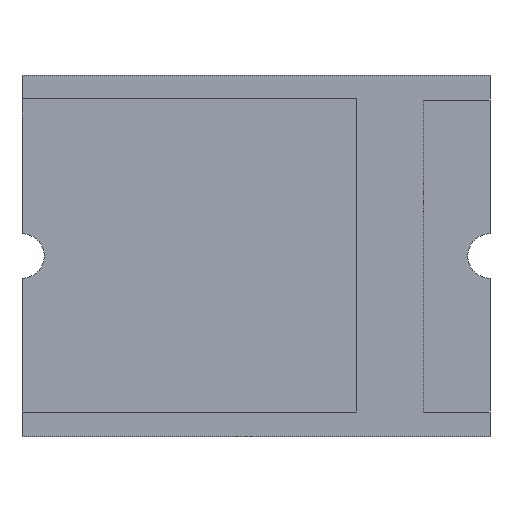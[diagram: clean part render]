
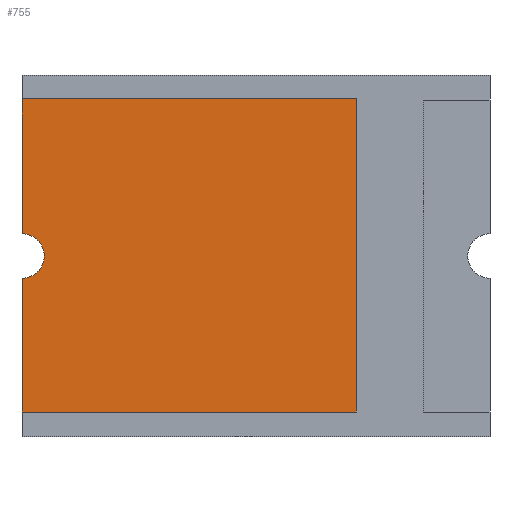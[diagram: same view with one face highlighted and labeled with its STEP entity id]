
A CAD part, front view. The second image highlights one B-rep face of the part: STEP entity #755.
In plain terms, the highlighted planar face has unit normal (0, -1, 0).
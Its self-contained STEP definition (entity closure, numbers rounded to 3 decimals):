
#216=CARTESIAN_POINT('',(-5.25,-0.1,0.));
#217=DIRECTION('',(0.,1.,0.));
#218=DIRECTION('',(0.,0.,1.));
#219=AXIS2_PLACEMENT_3D('',#216,#217,#218);
#246=DIRECTION('',(0.,0.,-1.));
#247=VECTOR('',#246,3.024);
#248=CARTESIAN_POINT('',(-5.25,-0.1,3.524));
#249=LINE('',#248,#247);
#250=DIRECTION('',(-1.,0.,0.));
#251=VECTOR('',#250,7.5);
#252=CARTESIAN_POINT('',(2.25,-0.1,3.524));
#253=LINE('',#252,#251);
#254=DIRECTION('',(0.,0.,1.));
#255=VECTOR('',#254,7.024);
#256=CARTESIAN_POINT('',(2.25,-0.1,-3.5));
#257=LINE('',#256,#255);
#258=DIRECTION('',(1.,0.,0.));
#259=VECTOR('',#258,7.5);
#260=CARTESIAN_POINT('',(-5.25,-0.1,-3.5));
#261=LINE('',#260,#259);
#262=DIRECTION('',(0.,0.,-1.));
#263=VECTOR('',#262,3.);
#264=CARTESIAN_POINT('',(-5.25,-0.1,-0.5));
#265=LINE('',#264,#263);
#366=CARTESIAN_POINT('',(-5.25,-0.1,-3.5));
#367=CARTESIAN_POINT('',(2.25,-0.1,-3.5));
#368=VERTEX_POINT('',#366);
#369=VERTEX_POINT('',#367);
#370=CARTESIAN_POINT('',(2.25,-0.1,3.524));
#371=VERTEX_POINT('',#370);
#372=CARTESIAN_POINT('',(-5.25,-0.1,3.524));
#373=VERTEX_POINT('',#372);
#391=CARTESIAN_POINT('',(-5.25,-0.1,0.5));
#393=VERTEX_POINT('',#391);
#395=CARTESIAN_POINT('',(-5.25,-0.1,-0.5));
#397=VERTEX_POINT('',#395);
#739=CARTESIAN_POINT('',(0.,-0.1,0.));
#740=DIRECTION('',(0.,-1.,0.));
#741=DIRECTION('',(1.,0.,0.));
#742=AXIS2_PLACEMENT_3D('',#739,#740,#741);
#743=PLANE('',#742);
#744=ORIENTED_EDGE('',*,*,#701,.F.);
#745=ORIENTED_EDGE('',*,*,#670,.F.);
#747=ORIENTED_EDGE('',*,*,#746,.F.);
#749=ORIENTED_EDGE('',*,*,#748,.F.);
#751=ORIENTED_EDGE('',*,*,#750,.F.);
#752=ORIENTED_EDGE('',*,*,#682,.F.);
#753=EDGE_LOOP('',(#744,#745,#747,#749,#751,#752));
#754=FACE_OUTER_BOUND('',#753,.F.);
#220=CIRCLE('',#219,0.5);
#670=EDGE_CURVE('',#373,#393,#249,.T.);
#682=EDGE_CURVE('',#397,#368,#265,.T.);
#701=EDGE_CURVE('',#393,#397,#220,.T.);
#746=EDGE_CURVE('',#371,#373,#253,.T.);
#748=EDGE_CURVE('',#369,#371,#257,.T.);
#750=EDGE_CURVE('',#368,#369,#261,.T.);
#755=ADVANCED_FACE('',(#754),#743,.T.);
